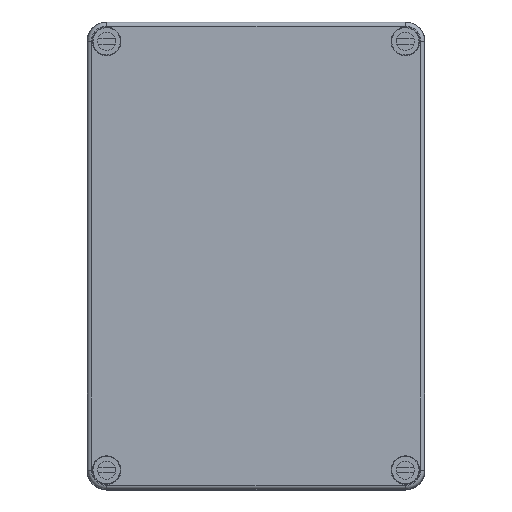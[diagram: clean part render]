
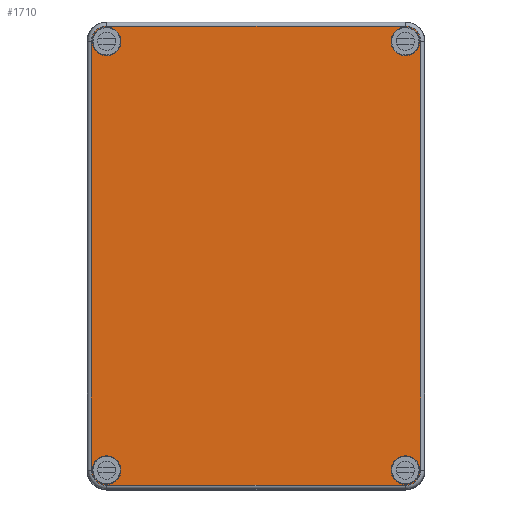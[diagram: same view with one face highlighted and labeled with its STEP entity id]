
A CAD part, top view. The second image highlights one B-rep face of the part: STEP entity #1710.
In plain terms, the highlighted planar face has unit normal (0, 0, 1).
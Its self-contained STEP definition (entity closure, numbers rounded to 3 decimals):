
#1710 = ADVANCED_FACE( '', ( #3574, #3575, #3576, #3577, #3578 ), #3579, .F. );
#3574 = FACE_BOUND( '', #5507, .T. );
#3575 = FACE_BOUND( '', #5508, .T. );
#3576 = FACE_BOUND( '', #5509, .T. );
#3577 = FACE_BOUND( '', #5510, .T. );
#3578 = FACE_OUTER_BOUND( '', #5511, .T. );
#3579 = PLANE( '', #5512 );
#5507 = EDGE_LOOP( '', ( #10102 ) );
#5508 = EDGE_LOOP( '', ( #10103 ) );
#5509 = EDGE_LOOP( '', ( #10104 ) );
#5510 = EDGE_LOOP( '', ( #10105 ) );
#5511 = EDGE_LOOP( '', ( #10106, #10107, #10108, #10109, #10110, #10111, #10112, #10113 ) );
#5512 = AXIS2_PLACEMENT_3D( '', #10114, #10115, #10116 );
#10102 = ORIENTED_EDGE( '', *, *, #12239, .F. );
#10103 = ORIENTED_EDGE( '', *, *, #10815, .F. );
#10104 = ORIENTED_EDGE( '', *, *, #11860, .F. );
#10105 = ORIENTED_EDGE( '', *, *, #11470, .F. );
#10106 = ORIENTED_EDGE( '', *, *, #12212, .T. );
#10107 = ORIENTED_EDGE( '', *, *, #11289, .F. );
#10108 = ORIENTED_EDGE( '', *, *, #10838, .T. );
#10109 = ORIENTED_EDGE( '', *, *, #12517, .T. );
#10110 = ORIENTED_EDGE( '', *, *, #12266, .F. );
#10111 = ORIENTED_EDGE( '', *, *, #11558, .T. );
#10112 = ORIENTED_EDGE( '', *, *, #12142, .F. );
#10113 = ORIENTED_EDGE( '', *, *, #12046, .F. );
#10114 = CARTESIAN_POINT( '', ( -63.356, 82.5, 18. ) );
#10115 = DIRECTION( '', ( 0., 0., -1. ) );
#10116 = DIRECTION( '', ( -1., 0., 0. ) );
#10815 = EDGE_CURVE( '', #12808, #12808, #12809, .T. );
#10838 = EDGE_CURVE( '', #12849, #12850, #12851, .T. );
#11289 = EDGE_CURVE( '', #12849, #13616, #13620, .T. );
#11470 = EDGE_CURVE( '', #13915, #13915, #13916, .T. );
#11558 = EDGE_CURVE( '', #14054, #14052, #14055, .T. );
#11860 = EDGE_CURVE( '', #14503, #14503, #14504, .T. );
#12046 = EDGE_CURVE( '', #14750, #14746, #14752, .T. );
#12142 = EDGE_CURVE( '', #14746, #14052, #14876, .T. );
#12212 = EDGE_CURVE( '', #14750, #13616, #14961, .T. );
#12239 = EDGE_CURVE( '', #14994, #14994, #14995, .T. );
#12266 = EDGE_CURVE( '', #14054, #15030, #15031, .T. );
#12517 = EDGE_CURVE( '', #12850, #15030, #15328, .T. );
#12808 = VERTEX_POINT( '', #15700 );
#12809 = CIRCLE( '', #15701, 5.5 );
#12849 = VERTEX_POINT( '', #15778 );
#12850 = VERTEX_POINT( '', #15779 );
#12851 = CIRCLE( '', #15780, 5.856 );
#13616 = VERTEX_POINT( '', #16834 );
#13620 = LINE( '', #16839, #16840 );
#13915 = VERTEX_POINT( '', #17227 );
#13916 = CIRCLE( '', #17228, 5.5 );
#14052 = VERTEX_POINT( '', #17442 );
#14054 = VERTEX_POINT( '', #17444 );
#14055 = LINE( '', #17445, #17446 );
#14503 = VERTEX_POINT( '', #18032 );
#14504 = CIRCLE( '', #18033, 5.5 );
#14746 = VERTEX_POINT( '', #18405 );
#14750 = VERTEX_POINT( '', #18410 );
#14752 = LINE( '', #18412, #18413 );
#14876 = CIRCLE( '', #18590, 5.856 );
#14961 = CIRCLE( '', #18698, 5.856 );
#14994 = VERTEX_POINT( '', #18735 );
#14995 = CIRCLE( '', #18736, 5.5 );
#15030 = VERTEX_POINT( '', #18780 );
#15031 = CIRCLE( '', #18781, 5.856 );
#15328 = LINE( '', #19146, #19147 );
#15700 = CARTESIAN_POINT( '', ( -52., -82.5, 18. ) );
#15701 = AXIS2_PLACEMENT_3D( '', #19376, #19377, #19378 );
#15778 = CARTESIAN_POINT( '', ( 63.356, 82.5, 18. ) );
#15779 = CARTESIAN_POINT( '', ( 57.5, 88.356, 18. ) );
#15780 = AXIS2_PLACEMENT_3D( '', #19419, #19420, #19421 );
#16834 = CARTESIAN_POINT( '', ( 63.356, -82.5, 18. ) );
#16839 = CARTESIAN_POINT( '', ( 63.356, 82.5, 18. ) );
#16840 = VECTOR( '', #20053, 1000. );
#17227 = CARTESIAN_POINT( '', ( 63., 82.5, 18. ) );
#17228 = AXIS2_PLACEMENT_3D( '', #20287, #20288, #20289 );
#17442 = CARTESIAN_POINT( '', ( -63.356, -82.5, 18. ) );
#17444 = CARTESIAN_POINT( '', ( -63.356, 82.5, 18. ) );
#17445 = CARTESIAN_POINT( '', ( -63.356, 82.5, 18. ) );
#17446 = VECTOR( '', #20395, 1000. );
#18032 = CARTESIAN_POINT( '', ( 63., -82.5, 18. ) );
#18033 = AXIS2_PLACEMENT_3D( '', #20828, #20829, #20830 );
#18405 = CARTESIAN_POINT( '', ( -57.5, -88.356, 18. ) );
#18410 = CARTESIAN_POINT( '', ( 57.5, -88.356, 18. ) );
#18412 = CARTESIAN_POINT( '', ( 57.5, -88.356, 18. ) );
#18413 = VECTOR( '', #21053, 1000. );
#18590 = AXIS2_PLACEMENT_3D( '', #21165, #21166, #21167 );
#18698 = AXIS2_PLACEMENT_3D( '', #21242, #21243, #21244 );
#18735 = CARTESIAN_POINT( '', ( -52., 82.5, 18. ) );
#18736 = AXIS2_PLACEMENT_3D( '', #21270, #21271, #21272 );
#18780 = CARTESIAN_POINT( '', ( -57.5, 88.356, 18. ) );
#18781 = AXIS2_PLACEMENT_3D( '', #21303, #21304, #21305 );
#19146 = CARTESIAN_POINT( '', ( 57.5, 88.356, 18. ) );
#19147 = VECTOR( '', #21551, 1000. );
#19376 = CARTESIAN_POINT( '', ( -57.5, -82.5, 18. ) );
#19377 = DIRECTION( '', ( 0., 0., 1. ) );
#19378 = DIRECTION( '', ( 1., 0., 0. ) );
#19419 = CARTESIAN_POINT( '', ( 57.5, 82.5, 18. ) );
#19420 = DIRECTION( '', ( 0., 0., 1. ) );
#19421 = DIRECTION( '', ( 1., 0., 0. ) );
#20053 = DIRECTION( '', ( 0., -1., 0. ) );
#20287 = CARTESIAN_POINT( '', ( 57.5, 82.5, 18. ) );
#20288 = DIRECTION( '', ( 0., 0., 1. ) );
#20289 = DIRECTION( '', ( 1., 0., 0. ) );
#20395 = DIRECTION( '', ( 0., -1., 0. ) );
#20828 = CARTESIAN_POINT( '', ( 57.5, -82.5, 18. ) );
#20829 = DIRECTION( '', ( 0., 0., 1. ) );
#20830 = DIRECTION( '', ( 1., 0., 0. ) );
#21053 = DIRECTION( '', ( -1., 0., 0. ) );
#21165 = CARTESIAN_POINT( '', ( -57.5, -82.5, 18. ) );
#21166 = DIRECTION( '', ( 0., 0., -1. ) );
#21167 = DIRECTION( '', ( -1., 0., 0. ) );
#21242 = CARTESIAN_POINT( '', ( 57.5, -82.5, 18. ) );
#21243 = DIRECTION( '', ( 0., 0., 1. ) );
#21244 = DIRECTION( '', ( 1., 0., 0. ) );
#21270 = CARTESIAN_POINT( '', ( -57.5, 82.5, 18. ) );
#21271 = DIRECTION( '', ( 0., 0., 1. ) );
#21272 = DIRECTION( '', ( 1., 0., 0. ) );
#21303 = CARTESIAN_POINT( '', ( -57.5, 82.5, 18. ) );
#21304 = DIRECTION( '', ( 0., 0., -1. ) );
#21305 = DIRECTION( '', ( -1., 0., 0. ) );
#21551 = DIRECTION( '', ( -1., 0., 0. ) );
